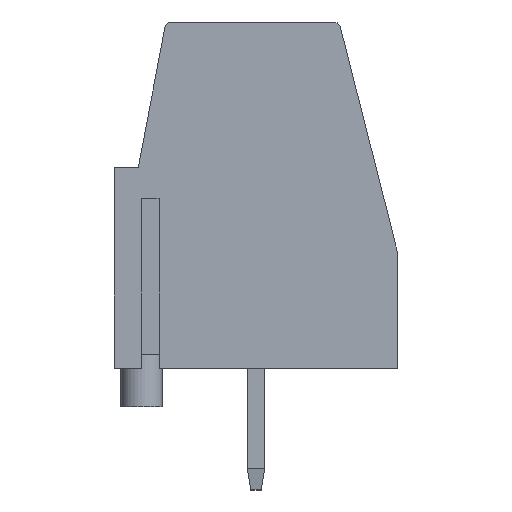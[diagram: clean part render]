
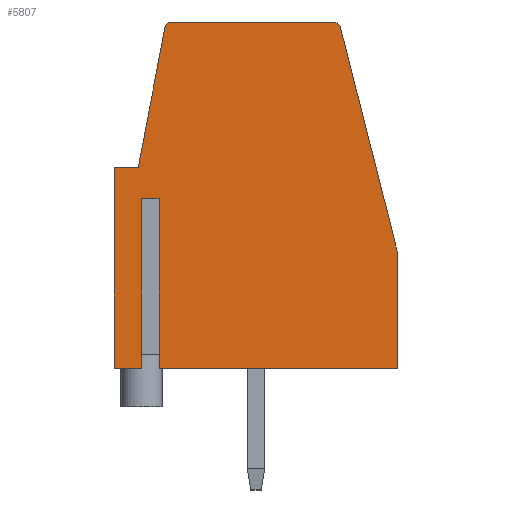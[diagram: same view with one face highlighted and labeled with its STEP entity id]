
A CAD part, top view. The second image highlights one B-rep face of the part: STEP entity #5807.
In plain terms, the highlighted planar face has unit normal (0, 0, 1).
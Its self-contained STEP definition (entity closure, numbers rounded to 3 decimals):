
#15 = CARTESIAN_POINT ( 'NONE',  ( -2.8, -5., 5.08 ) ) ;
#86 = ORIENTED_EDGE ( 'NONE', *, *, #2851, .F. ) ;
#230 = VECTOR ( 'NONE', #3757, 1000. ) ;
#361 = DIRECTION ( 'NONE',  ( 0., 0., 1. ) ) ;
#375 = VERTEX_POINT ( 'NONE', #3911 ) ;
#381 = LINE ( 'NONE', #1053, #230 ) ;
#576 = CIRCLE ( 'NONE', #1762, 0.2 ) ;
#628 = ORIENTED_EDGE ( 'NONE', *, *, #999, .F. ) ;
#692 = DIRECTION ( 'NONE',  ( 1., 0., 0. ) ) ;
#728 = VECTOR ( 'NONE', #761, 1000. ) ;
#748 = CARTESIAN_POINT ( 'NONE',  ( -4.1, -5., 5.08 ) ) ;
#761 = DIRECTION ( 'NONE',  ( 1., 0., 0. ) ) ;
#884 = CIRCLE ( 'NONE', #3550, 0.2 ) ;
#912 = EDGE_CURVE ( 'NONE', #2332, #5673, #576, .T. ) ;
#943 = DIRECTION ( 'NONE',  ( 0., 0., 1. ) ) ;
#999 = EDGE_CURVE ( 'NONE', #4731, #3027, #4453, .T. ) ;
#1053 = CARTESIAN_POINT ( 'NONE',  ( -4.1, -5., 5.08 ) ) ;
#1061 = DIRECTION ( 'NONE',  ( -1., 0., 0. ) ) ;
#1065 = ORIENTED_EDGE ( 'NONE', *, *, #1634, .T. ) ;
#1098 = CARTESIAN_POINT ( 'NONE',  ( 4.1, -1.7, 5.08 ) ) ;
#1165 = ORIENTED_EDGE ( 'NONE', *, *, #912, .T. ) ;
#1194 = LINE ( 'NONE', #2938, #4302 ) ;
#1407 = CARTESIAN_POINT ( 'NONE',  ( 2.244, 4.8, 5.08 ) ) ;
#1444 = ORIENTED_EDGE ( 'NONE', *, *, #3166, .T. ) ;
#1473 = ORIENTED_EDGE ( 'NONE', *, *, #5249, .T. ) ;
#1521 = CARTESIAN_POINT ( 'NONE',  ( -2.6, 5., 5.08 ) ) ;
#1634 = EDGE_CURVE ( 'NONE', #2919, #4971, #5569, .T. ) ;
#1651 = LINE ( 'NONE', #1676, #3304 ) ;
#1676 = CARTESIAN_POINT ( 'NONE',  ( -3.3, -5., 5.08 ) ) ;
#1762 = AXIS2_PLACEMENT_3D ( 'NONE', #1407, #943, #3647 ) ;
#1812 = ORIENTED_EDGE ( 'NONE', *, *, #4999, .T. ) ;
#1872 = ORIENTED_EDGE ( 'NONE', *, *, #2738, .T. ) ;
#2023 = CARTESIAN_POINT ( 'NONE',  ( -2.8, -5., 5.08 ) ) ;
#2027 = EDGE_CURVE ( 'NONE', #5305, #4731, #4580, .T. ) ;
#2075 = VECTOR ( 'NONE', #1061, 1000. ) ;
#2114 = CARTESIAN_POINT ( 'NONE',  ( -3.3, -0.1, 5.08 ) ) ;
#2117 = DIRECTION ( 'NONE',  ( 0., -1., 0. ) ) ;
#2332 = VERTEX_POINT ( 'NONE', #5551 ) ;
#2376 = LINE ( 'NONE', #4787, #5838 ) ;
#2457 = VECTOR ( 'NONE', #3880, 1000. ) ;
#2638 = PLANE ( 'NONE',  #5200 ) ;
#2669 = EDGE_CURVE ( 'NONE', #375, #2919, #884, .T. ) ;
#2738 = EDGE_CURVE ( 'NONE', #5455, #5047, #4684, .T. ) ;
#2750 = VECTOR ( 'NONE', #5758, 1000. ) ;
#2828 = FACE_OUTER_BOUND ( 'NONE', #3612, .T. ) ;
#2851 = EDGE_CURVE ( 'NONE', #3027, #5503, #1651, .T. ) ;
#2869 = VERTEX_POINT ( 'NONE', #748 ) ;
#2919 = VERTEX_POINT ( 'NONE', #4804 ) ;
#2936 = DIRECTION ( 'NONE',  ( -1., 0., 0. ) ) ;
#2938 = CARTESIAN_POINT ( 'NONE',  ( 4.1, -1.7, 5.08 ) ) ;
#2979 = DIRECTION ( 'NONE',  ( -1., 0., 0. ) ) ;
#2990 = VECTOR ( 'NONE', #2979, 1000. ) ;
#3027 = VERTEX_POINT ( 'NONE', #2114 ) ;
#3067 = CARTESIAN_POINT ( 'NONE',  ( -4.1, 0.8, 5.08 ) ) ;
#3103 = ORIENTED_EDGE ( 'NONE', *, *, #5688, .T. ) ;
#3110 = ORIENTED_EDGE ( 'NONE', *, *, #4006, .T. ) ;
#3134 = ORIENTED_EDGE ( 'NONE', *, *, #2027, .F. ) ;
#3166 = EDGE_CURVE ( 'NONE', #5673, #375, #4808, .T. ) ;
#3304 = VECTOR ( 'NONE', #3435, 1000. ) ;
#3435 = DIRECTION ( 'NONE',  ( 0., -1., 0. ) ) ;
#3550 = AXIS2_PLACEMENT_3D ( 'NONE', #5674, #4366, #692 ) ;
#3612 = EDGE_LOOP ( 'NONE', ( #86, #628, #3134, #3110, #1872, #5333, #1165, #1444, #3636, #1065, #1812, #3103, #1473 ) ) ;
#3621 = VECTOR ( 'NONE', #5849, 1000. ) ;
#3636 = ORIENTED_EDGE ( 'NONE', *, *, #2669, .T. ) ;
#3647 = DIRECTION ( 'NONE',  ( 1., 0., 0. ) ) ;
#3757 = DIRECTION ( 'NONE',  ( 1., 0., 0. ) ) ;
#3880 = DIRECTION ( 'NONE',  ( 0., 1., 0. ) ) ;
#3885 = LINE ( 'NONE', #4369, #728 ) ;
#3894 = CARTESIAN_POINT ( 'NONE',  ( -2.8, -0.1, 5.08 ) ) ;
#3911 = CARTESIAN_POINT ( 'NONE',  ( -2.434, 5., 5.08 ) ) ;
#4006 = EDGE_CURVE ( 'NONE', #5305, #5455, #381, .T. ) ;
#4051 = CARTESIAN_POINT ( 'NONE',  ( -3.4, 0.8, 5.08 ) ) ;
#4159 = LINE ( 'NONE', #3067, #4233 ) ;
#4233 = VECTOR ( 'NONE', #2117, 1000. ) ;
#4282 = CARTESIAN_POINT ( 'NONE',  ( -2.6, 5., 5.08 ) ) ;
#4302 = VECTOR ( 'NONE', #5204, 1000. ) ;
#4366 = DIRECTION ( 'NONE',  ( 0., 0., 1. ) ) ;
#4369 = CARTESIAN_POINT ( 'NONE',  ( -4.1, -5., 5.08 ) ) ;
#4379 = CARTESIAN_POINT ( 'NONE',  ( 2.244, 5., 5.08 ) ) ;
#4416 = CARTESIAN_POINT ( 'NONE',  ( 4.1, -1.7, 5.08 ) ) ;
#4453 = LINE ( 'NONE', #5740, #2990 ) ;
#4467 = DIRECTION ( 'NONE',  ( 1., 0., 0. ) ) ;
#4482 = CARTESIAN_POINT ( 'NONE',  ( 0., 0., 5.08 ) ) ;
#4555 = VERTEX_POINT ( 'NONE', #5834 ) ;
#4580 = LINE ( 'NONE', #2023, #2750 ) ;
#4684 = LINE ( 'NONE', #1098, #2457 ) ;
#4731 = VERTEX_POINT ( 'NONE', #3894 ) ;
#4787 = CARTESIAN_POINT ( 'NONE',  ( -3.4, 0.8, 5.08 ) ) ;
#4804 = CARTESIAN_POINT ( 'NONE',  ( -2.631, 4.837, 5.08 ) ) ;
#4808 = LINE ( 'NONE', #4282, #2075 ) ;
#4971 = VERTEX_POINT ( 'NONE', #4051 ) ;
#4999 = EDGE_CURVE ( 'NONE', #4971, #4555, #2376, .T. ) ;
#5047 = VERTEX_POINT ( 'NONE', #4416 ) ;
#5200 = AXIS2_PLACEMENT_3D ( 'NONE', #4482, #361, #4467 ) ;
#5204 = DIRECTION ( 'NONE',  ( -0.246, 0.969, 0. ) ) ;
#5249 = EDGE_CURVE ( 'NONE', #2869, #5503, #3885, .T. ) ;
#5305 = VERTEX_POINT ( 'NONE', #15 ) ;
#5333 = ORIENTED_EDGE ( 'NONE', *, *, #5566, .T. ) ;
#5455 = VERTEX_POINT ( 'NONE', #5931 ) ;
#5482 = CARTESIAN_POINT ( 'NONE',  ( -3.3, -5., 5.08 ) ) ;
#5503 = VERTEX_POINT ( 'NONE', #5482 ) ;
#5551 = CARTESIAN_POINT ( 'NONE',  ( 2.438, 4.849, 5.08 ) ) ;
#5566 = EDGE_CURVE ( 'NONE', #5047, #2332, #1194, .T. ) ;
#5569 = LINE ( 'NONE', #1521, #3621 ) ;
#5673 = VERTEX_POINT ( 'NONE', #4379 ) ;
#5674 = CARTESIAN_POINT ( 'NONE',  ( -2.434, 4.8, 5.08 ) ) ;
#5688 = EDGE_CURVE ( 'NONE', #4555, #2869, #4159, .T. ) ;
#5740 = CARTESIAN_POINT ( 'NONE',  ( -3.3, -0.1, 5.08 ) ) ;
#5758 = DIRECTION ( 'NONE',  ( 0., 1., 0. ) ) ;
#5807 = ADVANCED_FACE ( 'NONE', ( #2828 ), #2638, .T. ) ;
#5834 = CARTESIAN_POINT ( 'NONE',  ( -4.1, 0.8, 5.08 ) ) ;
#5838 = VECTOR ( 'NONE', #2936, 1000. ) ;
#5849 = DIRECTION ( 'NONE',  ( -0.187, -0.982, 0. ) ) ;
#5931 = CARTESIAN_POINT ( 'NONE',  ( 4.1, -5., 5.08 ) ) ;
